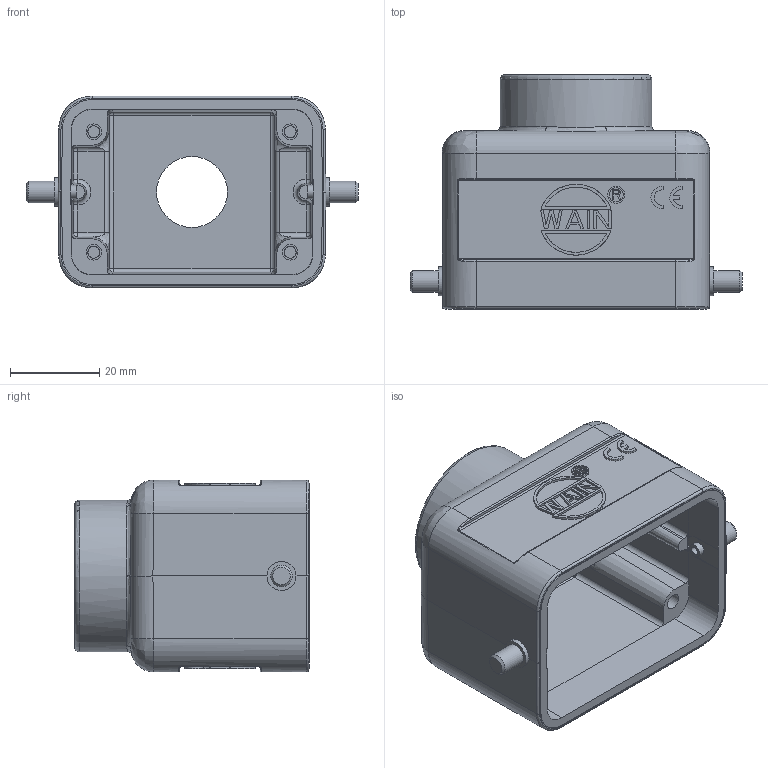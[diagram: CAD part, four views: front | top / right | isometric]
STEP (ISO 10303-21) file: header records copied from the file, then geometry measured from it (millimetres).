
FILE_DESCRIPTION(/* description */ (''),/* implementation_level */ '2;1');
FILE_NAME(/* name */ '3D_1120064101002_H6B-MTE-2B-M20_V1.0.stp',/* time_stamp */ '2024-04-01T16:28:13+08:00',/* author */ (''),/* organization */ (''),/* preprocessor_version */ 'ST-DEVELOPER v18.1',/* originating_system */ 'SIEMENS PLM Software NX 1980',/* authorisation */ '');
FILE_SCHEMA (('AUTOMOTIVE_DESIGN { 1 0 10303 214 3 1 1 1 }'));
Length unit declared in the file: millimetre
Products named in the file (1): 3D_1120064101010_H6B-MTE-2B-PG16_V1.0_stp
Bounding box: 74.4 x 52.5 x 43 mm (x, y, z)
Volume: 41431 mm3; surface area: 21341.5 mm2
Topology: 1 solids, 1 shells, 417 faces, 1018 edges, 634 vertices
Faces by surface type: plane 253, cylinder 92, bspline 22, cone 15, torus 15, sphere 12, extrusion 8
Full cylindrical faces by diameter (mm): 1.9 x2, 3 x2, 3.15 x2, 3.5 x4, 3.85 x2, 4.9 x2, 6.5 x2, 15.9 x1, 18.4 x1, 34 x1
Entity records: 13274 total; most frequent: CARTESIAN_POINT 3628, DIRECTION 1985, ORIENTED_EDGE 1932, EDGE_CURVE 966, VECTOR 683, LINE 675, AXIS2_PLACEMENT_3D 651, VERTEX_POINT 625
